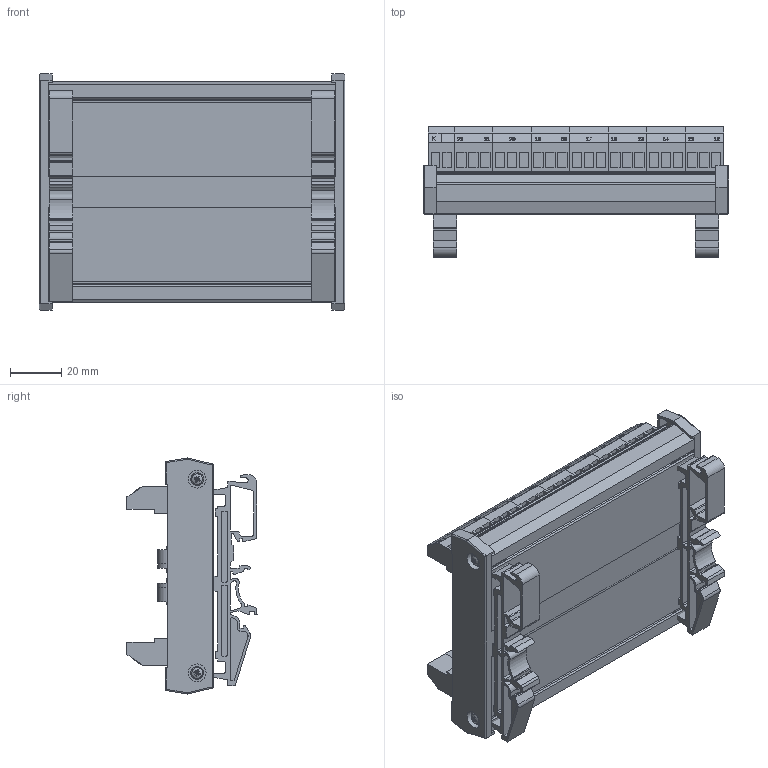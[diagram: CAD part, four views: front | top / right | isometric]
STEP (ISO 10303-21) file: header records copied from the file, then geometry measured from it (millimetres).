
FILE_DESCRIPTION((''),'2;1');
FILE_NAME('5707.4.stp','2013-12-27T14:59:54',('roland'),(''),'Autodesk Inventor 2013','Autodesk Inventor 2013','');
FILE_SCHEMA(('CONFIG_CONTROL_DESIGN'));
Length unit declared in the file: millimetre
Products named in the file (13): 5707; 6 Amp Plate 22; 6 amp diodes 22 case; BASE SIDE; BASE LEGS; BS EN ISO 7045 Z - Metric M2.5 x 10 - 4.8 - Z; 3 hole green; 2 hole green; 22 lable A; 22 lable B; K Lable; bussed filler; diode short 6A
Assembly tree (54 placements, depth 2):
  5707
    6 Amp Plate 22
    6 amp diodes 22 case
    BASE SIDE  x2
    BASE LEGS  x2
    BS EN ISO 7045 Z - Metric M2.5 x 10 - 4.8 - Z  x4
    3 hole green  x14
    2 hole green  x2
    22 lable A
    22 lable B
    K Lable  x2
    bussed filler  x2
    diode short 6A  x22
Bounding box: 119 x 50.69 x 91.98 mm (x, y, z)
Volume: 93931.4 mm3; surface area: 113962.9 mm2
Topology: 54 solids, 54 shells, 2591 faces, 6542 edges, 4286 vertices
Faces by surface type: plane 1537, cylinder 637, bspline 307, cone 64, torus 42, sphere 4
Full cylindrical faces by diameter (mm): 0.68 x6, 1 x138, 1.199 x22, 1.2 x66, 1.3 x46, 2.256 x4, 2.5 x4, 3.2 x4, 3.75 x46, 7 x4, 7.99 x22, 8 x22, 9 x4
Entity records: 45233 total; most frequent: CARTESIAN_POINT 11599, ORIENTED_EDGE 6988, DIRECTION 5850, EDGE_CURVE 3494, VERTEX_POINT 2459, VECTOR 2176, LINE 2176, EDGE_LOOP 2006
